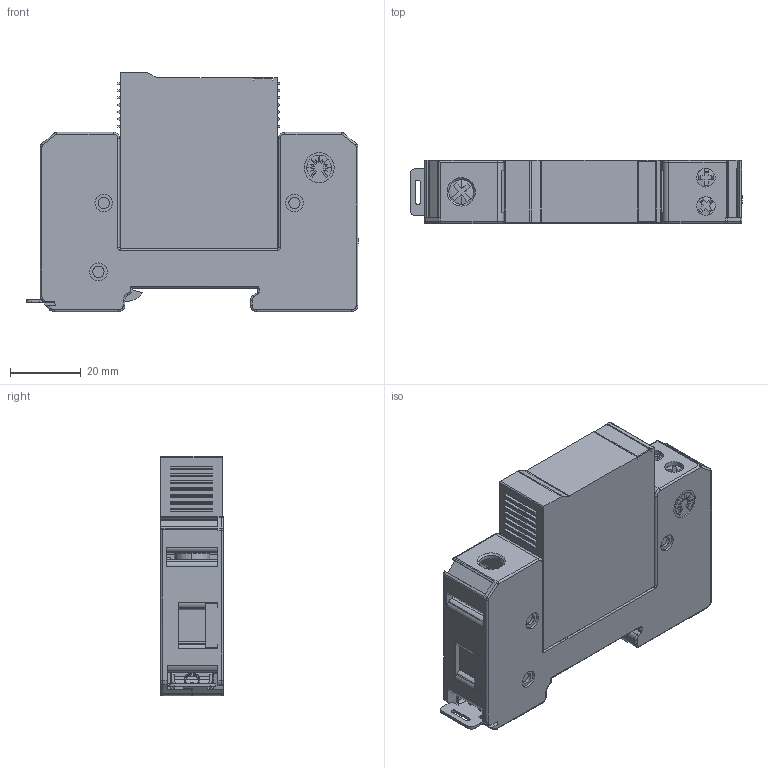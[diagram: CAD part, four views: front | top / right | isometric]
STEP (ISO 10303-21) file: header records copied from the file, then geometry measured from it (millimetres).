
FILE_DESCRIPTION(('Creo Elements/Direct Modeling STEP Export'),'2;1');
FILE_NAME('DS240-130DC.stp','2017-03-28T11:02:14',(''),(''),'Creo Elements/Direct Modeling STEP processor for AP214 (Solid Model)','Creo Elements/Direct Modeling 20.0 12-Nov-2016 (C) Parametric Technology GmbH','');
FILE_SCHEMA(('AUTOMOTIVE_DESIGN { 1 0 10303 214 1 1 1 1 }'));
Length unit declared in the file: millimetre
Products named in the file (2): DS240S; Assembly1
Assembly tree (1 placements, depth 2):
  Assembly1
    DS240S
Bounding box: 94 x 17.8 x 67.8 mm (x, y, z)
Volume: 84498.1 mm3; surface area: 22767.9 mm2
Topology: 1 solids, 4 shells, 749 faces, 2107 edges, 1369 vertices
Faces by surface type: plane 511, cylinder 166, torus 31, cone 18, bspline 17, sphere 6
Entity records: 34896 total; most frequent: CARTESIAN_POINT 15667, ORIENTED_EDGE 4214, DIRECTION 3735, EDGE_CURVE 2107, VECTOR 1511, LINE 1511, VERTEX_POINT 1369, AXIS2_PLACEMENT_3D 1112
